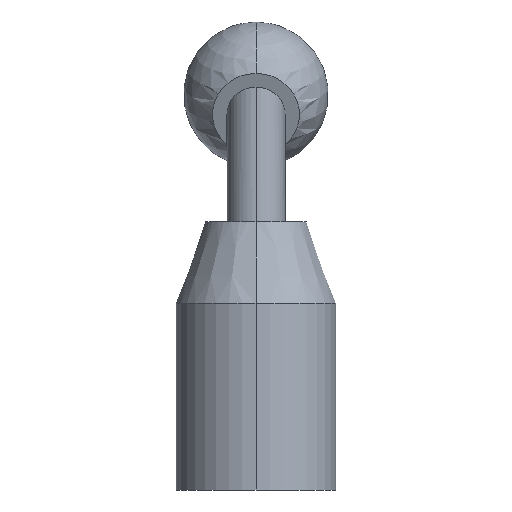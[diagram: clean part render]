
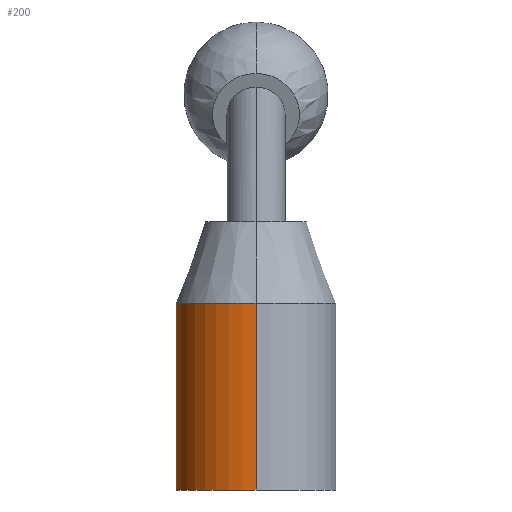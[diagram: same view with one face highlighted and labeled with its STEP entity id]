
A CAD part, left-side view. The second image highlights one B-rep face of the part: STEP entity #200.
In plain terms, the highlighted cylindrical face has radius 11 mm (diameter 22 mm), a partial arc.
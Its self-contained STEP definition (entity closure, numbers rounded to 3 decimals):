
#160=EDGE_CURVE('',#226,#202,#374,.T.);
#164=VERTEX_POINT('',#378);
#198=EDGE_CURVE('',#202,#164,#419,.T.);
#200=ADVANCED_FACE('',(#421),#422,.T.);
#202=VERTEX_POINT('',#424);
#226=VERTEX_POINT('',#449);
#234=VERTEX_POINT('',#457);
#252=EDGE_CURVE('',#234,#226,#478,.T.);
#296=EDGE_CURVE('',#234,#164,#529,.T.);
#374=CIRCLE('',#611,11.0);
#378=CARTESIAN_POINT('',(-11.0,0.,0.0));
#419=LINE('',#696,#697);
#421=FACE_OUTER_BOUND('',#699,.T.);
#422=CYLINDRICAL_SURFACE('',#700,11.0);
#424=CARTESIAN_POINT('',(-11.0,0.,25.724));
#449=CARTESIAN_POINT('',(11.0,0.0,25.724));
#457=CARTESIAN_POINT('',(11.0,0.0,0.0));
#478=LINE('',#805,#806);
#529=CIRCLE('',#874,11.0);
#611=AXIS2_PLACEMENT_3D('',#958,#959,#960);
#696=CARTESIAN_POINT('',(-11.0,0.,12.862));
#697=VECTOR('',#1016,1.0);
#699=EDGE_LOOP('',(#1018,#1019,#1020,#1021));
#700=AXIS2_PLACEMENT_3D('',#1022,#1023,#1024);
#805=CARTESIAN_POINT('',(11.0,0.,12.862));
#806=VECTOR('',#1073,1.0);
#874=AXIS2_PLACEMENT_3D('',#1156,#1157,#1158);
#958=CARTESIAN_POINT('',(0.0,0.0,25.724));
#959=DIRECTION('',(0.0,0.0,1.0));
#960=DIRECTION('',(1.0,0.0,0.0));
#1016=DIRECTION('',(-0.0,-0.0,-1.0));
#1018=ORIENTED_EDGE('',*,*,#252,.F.);
#1019=ORIENTED_EDGE('',*,*,#296,.T.);
#1020=ORIENTED_EDGE('',*,*,#198,.F.);
#1021=ORIENTED_EDGE('',*,*,#160,.F.);
#1022=CARTESIAN_POINT('',(0.0,0.0,12.862));
#1023=DIRECTION('',(-0.0,-0.0,-1.0));
#1024=DIRECTION('',(1.0,0.0,0.0));
#1073=DIRECTION('',(0.0,0.0,1.0));
#1156=CARTESIAN_POINT('',(0.0,0.0,0.0));
#1157=DIRECTION('',(0.0,0.0,1.0));
#1158=DIRECTION('',(1.0,0.0,0.0));
